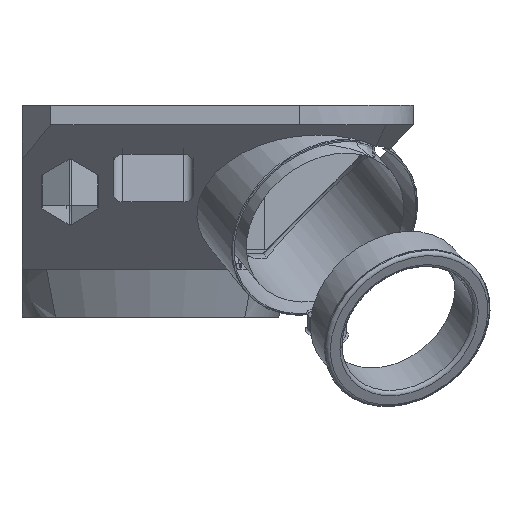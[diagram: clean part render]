
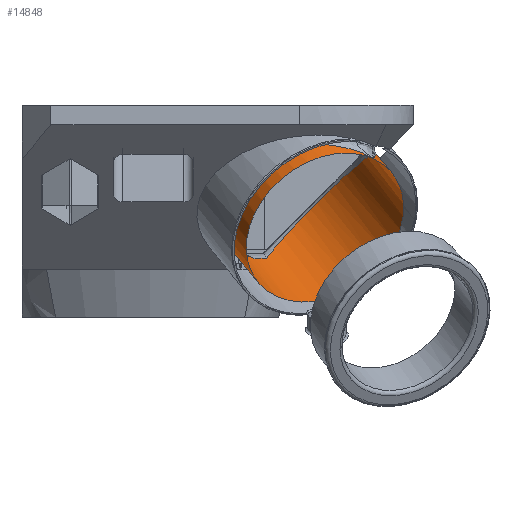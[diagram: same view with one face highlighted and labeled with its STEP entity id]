
A CAD part, left-side view. The second image highlights one B-rep face of the part: STEP entity #14848.
In plain terms, the highlighted cylindrical face has radius 8.993 mm (diameter 17.987 mm), a full revolution.
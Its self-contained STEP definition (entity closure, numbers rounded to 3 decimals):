
#683=CYLINDRICAL_SURFACE('',#15849,8.993);
#942=CIRCLE('',#15850,8.993);
#1852=LINE('',#25823,#3038);
#3038=VECTOR('',#18131,8.993);
#4190=FACE_OUTER_BOUND('',#5025,.T.);
#5025=EDGE_LOOP('',(#12223,#12224,#12225,#12226,#12227,#12228,#12229,#12230,
#12231));
#5474=ELLIPSE('',#15847,10.314,8.993);
#5475=ELLIPSE('',#15848,10.314,8.993);
#5476=ELLIPSE('',#15851,14.652,8.993);
#5477=ELLIPSE('',#15852,22.84,8.993);
#5478=ELLIPSE('',#15853,10.314,8.993);
#5678=B_SPLINE_CURVE_WITH_KNOTS('',3,(#23344,#23345,#23346,#23347,#23348,
#23349,#23350,#23351,#23352,#23353,#23354,#23355,#23356,#23357,#23358,#23359,
#23360,#23361,#23362,#23363,#23364,#23365,#23366),.UNSPECIFIED.,.F.,.F.,
(4,2,2,2,2,2,2,3,2,2,4),(0.941,0.997,1.164,
1.302,1.357,1.389,1.432,1.476,
1.592,1.646,1.704),.UNSPECIFIED.);
#6697=VERTEX_POINT('',#23330);
#6698=VERTEX_POINT('',#23343);
#6841=VERTEX_POINT('',#25652);
#6842=VERTEX_POINT('',#25757);
#6843=VERTEX_POINT('',#25822);
#6844=VERTEX_POINT('',#25825);
#6845=VERTEX_POINT('',#25827);
#8540=EDGE_CURVE('',#6698,#6697,#5678,.F.);
#8770=EDGE_CURVE('',#6841,#6842,#5474,.T.);
#8771=EDGE_CURVE('',#6842,#6697,#5475,.T.);
#8774=EDGE_CURVE('',#6842,#6843,#1852,.T.);
#8775=EDGE_CURVE('',#6843,#6843,#942,.T.);
#8776=EDGE_CURVE('',#6844,#6841,#5476,.T.);
#8777=EDGE_CURVE('',#6845,#6844,#5477,.T.);
#8778=EDGE_CURVE('',#6698,#6845,#5478,.T.);
#12223=ORIENTED_EDGE('',*,*,#8540,.T.);
#12224=ORIENTED_EDGE('',*,*,#8771,.F.);
#12225=ORIENTED_EDGE('',*,*,#8774,.T.);
#12226=ORIENTED_EDGE('',*,*,#8775,.F.);
#12227=ORIENTED_EDGE('',*,*,#8774,.F.);
#12228=ORIENTED_EDGE('',*,*,#8770,.F.);
#12229=ORIENTED_EDGE('',*,*,#8776,.F.);
#12230=ORIENTED_EDGE('',*,*,#8777,.F.);
#12231=ORIENTED_EDGE('',*,*,#8778,.F.);
#14848=ADVANCED_FACE('',(#4190),#683,.F.);
#15847=AXIS2_PLACEMENT_3D('',#25758,#18125,#18126);
#15848=AXIS2_PLACEMENT_3D('',#25759,#18127,#18128);
#15849=AXIS2_PLACEMENT_3D('',#25821,#18129,#18130);
#15850=AXIS2_PLACEMENT_3D('',#25824,#18132,#18133);
#15851=AXIS2_PLACEMENT_3D('',#25826,#18134,#18135);
#15852=AXIS2_PLACEMENT_3D('',#25828,#18136,#18137);
#15853=AXIS2_PLACEMENT_3D('',#25829,#18138,#18139);
#18125=DIRECTION('center_axis',(-0.695,0.04,-0.718));
#18126=DIRECTION('ref_axis',(0.303,0.922,-0.241));
#18127=DIRECTION('center_axis',(-0.695,0.04,-0.718));
#18128=DIRECTION('ref_axis',(0.303,0.922,-0.241));
#18129=DIRECTION('center_axis',(-0.754,-0.416,-0.508));
#18130=DIRECTION('ref_axis',(0.645,-0.618,-0.45));
#18131=DIRECTION('',(-0.754,-0.416,-0.508));
#18132=DIRECTION('center_axis',(0.754,0.416,0.508));
#18133=DIRECTION('ref_axis',(0.645,-0.618,-0.45));
#18134=DIRECTION('center_axis',(0.051,-0.709,-0.703));
#18135=DIRECTION('ref_axis',(0.995,-0.024,0.097));
#18136=DIRECTION('center_axis',(0.112,0.062,-0.992));
#18137=DIRECTION('ref_axis',(0.868,0.479,0.128));
#18138=DIRECTION('center_axis',(-0.695,0.04,-0.718));
#18139=DIRECTION('ref_axis',(0.303,0.922,-0.241));
#23330=CARTESIAN_POINT('',(-73.327,103.191,-5.92));
#23343=CARTESIAN_POINT('',(-70.958,104.534,-8.136));
#23344=CARTESIAN_POINT('Ctrl Pts',(-73.327,103.191,-5.92));
#23345=CARTESIAN_POINT('Ctrl Pts',(-73.41,103.172,-6.105));
#23346=CARTESIAN_POINT('Ctrl Pts',(-73.484,103.158,-6.3));
#23347=CARTESIAN_POINT('Ctrl Pts',(-73.716,103.115,-7.003));
#23348=CARTESIAN_POINT('Ctrl Pts',(-73.835,103.103,-7.659));
#23349=CARTESIAN_POINT('Ctrl Pts',(-73.835,103.103,-8.674));
#23350=CARTESIAN_POINT('Ctrl Pts',(-73.756,103.108,-9.22));
#23351=CARTESIAN_POINT('Ctrl Pts',(-73.455,103.163,-9.789));
#23352=CARTESIAN_POINT('Ctrl Pts',(-73.321,103.19,-9.965));
#23353=CARTESIAN_POINT('Ctrl Pts',(-73.093,103.251,-10.133));
#23354=CARTESIAN_POINT('Ctrl Pts',(-72.985,103.283,-10.186));
#23355=CARTESIAN_POINT('Ctrl Pts',(-72.755,103.359,-10.249));
#23356=CARTESIAN_POINT('Ctrl Pts',(-72.609,103.415,-10.248));
#23357=CARTESIAN_POINT('Ctrl Pts',(-72.333,103.537,-10.182));
#23358=CARTESIAN_POINT('Ctrl Pts',(-72.202,103.603,-10.117));
#23359=CARTESIAN_POINT('Ctrl Pts',(-72.092,103.664,-10.042));
#23360=CARTESIAN_POINT('Ctrl Pts',(-71.8,103.825,-9.845));
#23361=CARTESIAN_POINT('Ctrl Pts',(-71.543,104.011,-9.505));
#23362=CARTESIAN_POINT('Ctrl Pts',(-71.292,104.218,-9.043));
#23363=CARTESIAN_POINT('Ctrl Pts',(-71.208,104.291,-8.861));
#23364=CARTESIAN_POINT('Ctrl Pts',(-71.079,104.412,-8.533));
#23365=CARTESIAN_POINT('Ctrl Pts',(-71.012,104.478,-8.333));
#23366=CARTESIAN_POINT('Ctrl Pts',(-70.958,104.534,-8.136));
#25652=CARTESIAN_POINT('',(-76.055,87.613,-4.158));
#25757=CARTESIAN_POINT('',(-75.28,100.793,-4.167));
#25758=CARTESIAN_POINT('Origin',(-70.646,94.59,-8.995));
#25759=CARTESIAN_POINT('Origin',(-70.646,94.59,-8.995));
#25821=CARTESIAN_POINT('Origin',(-74.102,92.683,-11.325));
#25822=CARTESIAN_POINT('',(-79.898,98.243,-7.281));
#25823=CARTESIAN_POINT('',(-79.898,98.243,-7.281));
#25824=CARTESIAN_POINT('Origin',(-74.102,92.683,-11.325));
#25825=CARTESIAN_POINT('',(-63.432,98.789,-14.51));
#25826=CARTESIAN_POINT('Origin',(-72.206,93.729,-10.047));
#25827=CARTESIAN_POINT('',(-64.573,99.957,-14.566));
#25828=CARTESIAN_POINT('Origin',(-83.167,87.678,-17.438));
#25829=CARTESIAN_POINT('Origin',(-70.646,94.59,-8.995));
